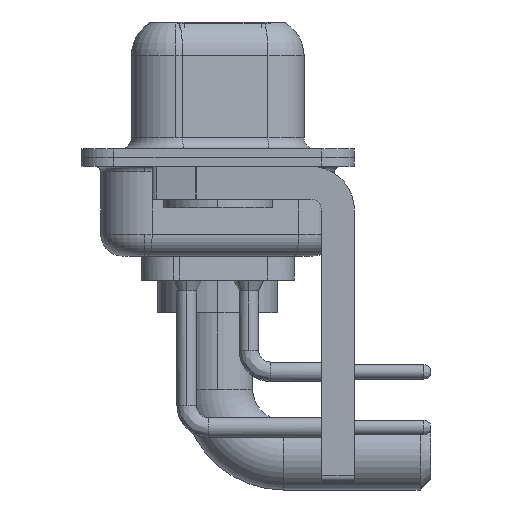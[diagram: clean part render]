
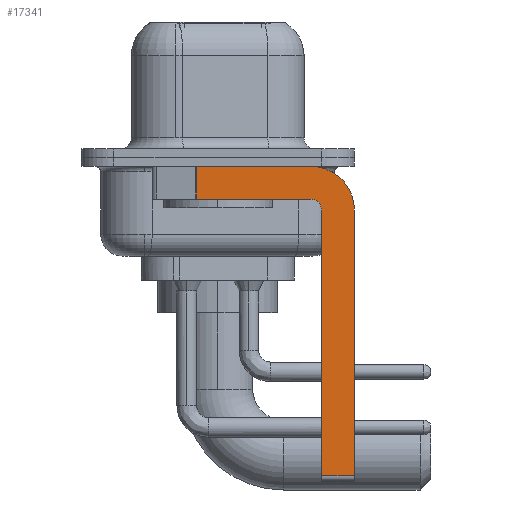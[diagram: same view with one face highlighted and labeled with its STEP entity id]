
A CAD part, left-side view. The second image highlights one B-rep face of the part: STEP entity #17341.
In plain terms, the highlighted planar face has unit normal (-1, 0, 0).
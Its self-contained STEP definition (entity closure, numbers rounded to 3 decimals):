
#425 = EDGE_CURVE ( 'NONE', #7093, #10285, #16271, .T. ) ;
#722 = VECTOR ( 'NONE', #8599, 1000. ) ;
#1039 = ORIENTED_EDGE ( 'NONE', *, *, #14728, .F. ) ;
#1058 = EDGE_CURVE ( 'NONE', #11621, #15846, #17384, .T. ) ;
#1270 = DIRECTION ( 'NONE',  ( -1., 0., 0. ) ) ;
#1699 = CARTESIAN_POINT ( 'NONE',  ( -2.9, 0.978, -1.9 ) ) ;
#2368 = CARTESIAN_POINT ( 'NONE',  ( -2.9, -4.25, -0.4 ) ) ;
#2563 = EDGE_CURVE ( 'NONE', #4779, #11621, #5006, .T. ) ;
#2686 = CARTESIAN_POINT ( 'NONE',  ( -2.9, -4.25, -1.9 ) ) ;
#2993 = CARTESIAN_POINT ( 'NONE',  ( -2.9, -4.75, -14.8 ) ) ;
#3440 = VECTOR ( 'NONE', #17841, 1000. ) ;
#4113 = LINE ( 'NONE', #2686, #722 ) ;
#4369 = CARTESIAN_POINT ( 'NONE',  ( -2.9, 0.978, -0.4 ) ) ;
#4608 = CIRCLE ( 'NONE', #13264, 0.5 ) ;
#4779 = VERTEX_POINT ( 'NONE', #2368 ) ;
#5006 = CIRCLE ( 'NONE', #9960, 2. ) ;
#5209 = ORIENTED_EDGE ( 'NONE', *, *, #10131, .F. ) ;
#5266 = DIRECTION ( 'NONE',  ( 0., 0., -1. ) ) ;
#5394 = CARTESIAN_POINT ( 'NONE',  ( -2.9, -4.25, -2.4 ) ) ;
#5920 = ORIENTED_EDGE ( 'NONE', *, *, #425, .F. ) ;
#6099 = CARTESIAN_POINT ( 'NONE',  ( -2.9, -4.25, -14.55 ) ) ;
#6107 = DIRECTION ( 'NONE',  ( 0., 0., -1. ) ) ;
#6253 = CARTESIAN_POINT ( 'NONE',  ( -2.9, 0.978, -1.9 ) ) ;
#6798 = CARTESIAN_POINT ( 'NONE',  ( -2.9, -4.25, -2.4 ) ) ;
#7093 = VERTEX_POINT ( 'NONE', #18201 ) ;
#7381 = FACE_OUTER_BOUND ( 'NONE', #9294, .T. ) ;
#7907 = LINE ( 'NONE', #1699, #12346 ) ;
#8132 = DIRECTION ( 'NONE',  ( 0., 0., -1. ) ) ;
#8599 = DIRECTION ( 'NONE',  ( 0., 1., 0. ) ) ;
#8736 = LINE ( 'NONE', #6099, #3440 ) ;
#8742 = EDGE_CURVE ( 'NONE', #8909, #14917, #7907, .T. ) ;
#8909 = VERTEX_POINT ( 'NONE', #4369 ) ;
#8912 = DIRECTION ( 'NONE',  ( 0., 0., 1. ) ) ;
#9170 = DIRECTION ( 'NONE',  ( 0., 0., -1. ) ) ;
#9294 = EDGE_LOOP ( 'NONE', ( #17357, #16148, #1039, #5209, #5920, #9377, #17390, #15490 ) ) ;
#9377 = ORIENTED_EDGE ( 'NONE', *, *, #11983, .T. ) ;
#9960 = AXIS2_PLACEMENT_3D ( 'NONE', #5394, #18411, #8132 ) ;
#10131 = EDGE_CURVE ( 'NONE', #10285, #15017, #4608, .T. ) ;
#10285 = VERTEX_POINT ( 'NONE', #18050 ) ;
#10446 = CARTESIAN_POINT ( 'NONE',  ( -2.9, 3., -0.4 ) ) ;
#10848 = VECTOR ( 'NONE', #5266, 1000. ) ;
#10875 = VECTOR ( 'NONE', #17913, 1000. ) ;
#11621 = VERTEX_POINT ( 'NONE', #17865 ) ;
#11983 = EDGE_CURVE ( 'NONE', #7093, #15846, #8736, .T. ) ;
#12346 = VECTOR ( 'NONE', #9170, 1000. ) ;
#12483 = EDGE_CURVE ( 'NONE', #8909, #4779, #14702, .T. ) ;
#13264 = AXIS2_PLACEMENT_3D ( 'NONE', #6798, #1270, #15901 ) ;
#13644 = VECTOR ( 'NONE', #8912, 1000. ) ;
#13763 = AXIS2_PLACEMENT_3D ( 'NONE', #17947, #16300, #6107 ) ;
#13904 = CARTESIAN_POINT ( 'NONE',  ( -2.9, -4.25, -1.9 ) ) ;
#14702 = LINE ( 'NONE', #10446, #10875 ) ;
#14728 = EDGE_CURVE ( 'NONE', #15017, #14917, #4113, .T. ) ;
#14917 = VERTEX_POINT ( 'NONE', #6253 ) ;
#15017 = VERTEX_POINT ( 'NONE', #13904 ) ;
#15490 = ORIENTED_EDGE ( 'NONE', *, *, #2563, .F. ) ;
#15632 = CARTESIAN_POINT ( 'NONE',  ( -2.9, -6.25, -2.4 ) ) ;
#15846 = VERTEX_POINT ( 'NONE', #16472 ) ;
#15901 = DIRECTION ( 'NONE',  ( 0., 0., 1. ) ) ;
#16148 = ORIENTED_EDGE ( 'NONE', *, *, #8742, .T. ) ;
#16271 = LINE ( 'NONE', #2993, #13644 ) ;
#16300 = DIRECTION ( 'NONE',  ( 1., 0., 0. ) ) ;
#16397 = PLANE ( 'NONE',  #13763 ) ;
#16472 = CARTESIAN_POINT ( 'NONE',  ( -2.9, -6.25, -14.55 ) ) ;
#17341 = ADVANCED_FACE ( 'NONE', ( #7381 ), #16397, .F. ) ;
#17357 = ORIENTED_EDGE ( 'NONE', *, *, #12483, .F. ) ;
#17384 = LINE ( 'NONE', #15632, #10848 ) ;
#17390 = ORIENTED_EDGE ( 'NONE', *, *, #1058, .F. ) ;
#17841 = DIRECTION ( 'NONE',  ( 0., -1., 0. ) ) ;
#17865 = CARTESIAN_POINT ( 'NONE',  ( -2.9, -6.25, -2.4 ) ) ;
#17913 = DIRECTION ( 'NONE',  ( 0., -1., 0. ) ) ;
#17947 = CARTESIAN_POINT ( 'NONE',  ( -2.9, -4.25, -2.4 ) ) ;
#18050 = CARTESIAN_POINT ( 'NONE',  ( -2.9, -4.75, -2.4 ) ) ;
#18201 = CARTESIAN_POINT ( 'NONE',  ( -2.9, -4.75, -14.55 ) ) ;
#18411 = DIRECTION ( 'NONE',  ( 1., 0., 0. ) ) ;
